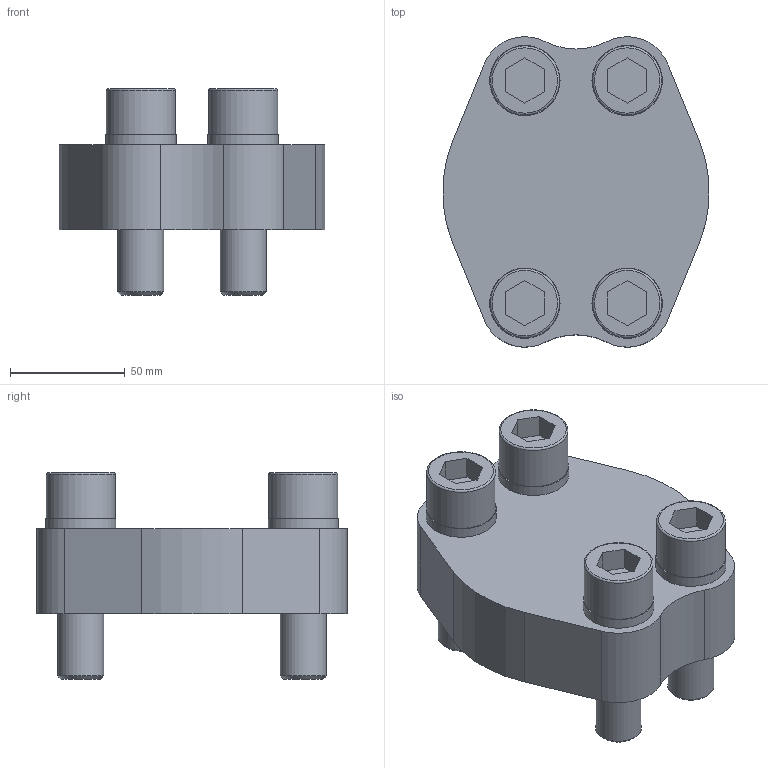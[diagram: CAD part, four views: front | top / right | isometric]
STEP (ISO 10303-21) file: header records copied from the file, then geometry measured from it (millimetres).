
FILE_DESCRIPTION(/* description */ ('STEP AP203'),/* implementation_level */ '2;1');
FILE_NAME(/* name */ 'SAE-Blind Flange AFB 51-6-01',/* time_stamp */ '2023-04-19T14:44:43+02:00',/* author */ ('License CC BY-ND 4.0'),/* organization */ ('CADENAS'),/* preprocessor_version */ 'ST-DEVELOPER v19.3',/* originating_system */ 'PARTsolutions',/* authorisation */ ' ');
FILE_SCHEMA (('CONFIG_CONTROL_DESIGN'));
Length unit declared in the file: millimetre
Products named in the file (1): SAE-Blindflansch AFB 51-6-01
Bounding box: 115.65 x 134.99 x 90 mm (x, y, z)
Volume: 559050.7 mm3; surface area: 83882.7 mm2
Topology: 1 solids, 1 shells, 96 faces, 195 edges, 127 vertices
Faces by surface type: plane 56, cylinder 31, torus 5, cone 4
Full cylindrical faces by diameter (mm): 20 x4, 20.2 x4, 21 x4, 30 x4, 30.6 x4, 56.74 x1, 63.8 x2
Entity records: 3044 total; most frequent: DIRECTION 426, CARTESIAN_POINT 385, ORIENTED_EDGE 324, AXIS2_PLACEMENT_3D 167, EDGE_CURVE 162, EDGE_LOOP 154, FACE_BOUND 154, VERTEX_POINT 126
